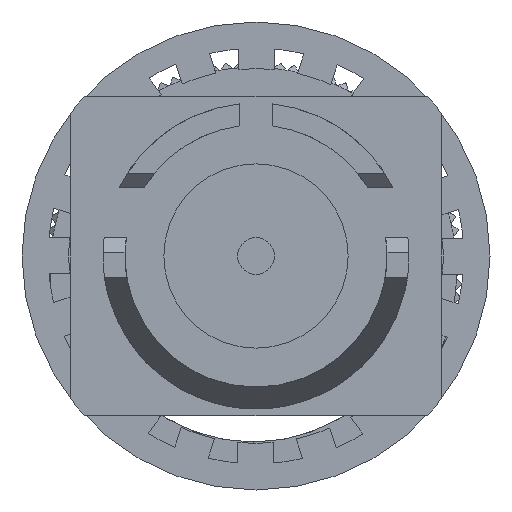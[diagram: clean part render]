
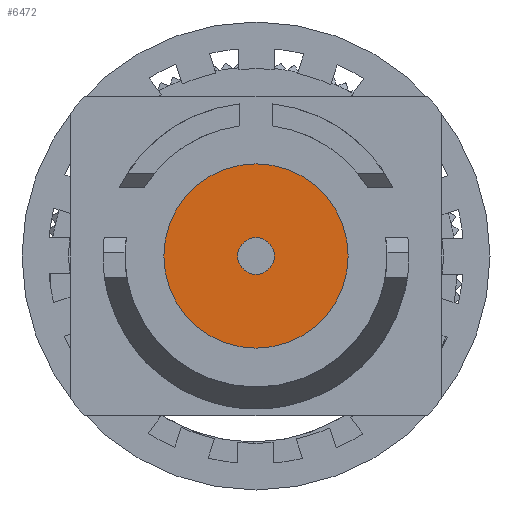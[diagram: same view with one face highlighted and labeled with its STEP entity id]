
A CAD part, front view. The second image highlights one B-rep face of the part: STEP entity #6472.
In plain terms, the highlighted planar face has unit normal (0, -1, 0).
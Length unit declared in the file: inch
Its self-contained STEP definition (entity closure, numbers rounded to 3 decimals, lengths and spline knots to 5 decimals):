
#2073 = CARTESIAN_POINT ( 'NONE',  ( 0.02461, 0.10039, 0. ) ) ;
#4056 = DIRECTION ( 'NONE',  ( 0., 0., -1. ) ) ;
#6472 = ADVANCED_FACE ( 'NONE', ( #31256, #7410 ), #13316, .T. ) ;
#7410 = FACE_OUTER_BOUND ( 'NONE', #16474, .T. ) ;
#7667 = CARTESIAN_POINT ( 'NONE',  ( 0., 0.10039, -0.12402 ) ) ;
#9413 = CARTESIAN_POINT ( 'NONE',  ( 0., 0.10039, 0. ) ) ;
#9801 = EDGE_CURVE ( 'NONE', #33801, #33801, #16923, .T. ) ;
#13316 = PLANE ( 'NONE',  #17115 ) ;
#16474 = EDGE_LOOP ( 'NONE', ( #18918 ) ) ;
#16923 = CIRCLE ( 'NONE', #23615, 0.12402 ) ;
#17115 = AXIS2_PLACEMENT_3D ( 'NONE', #2073, #36585, #22080 ) ;
#18228 = CIRCLE ( 'NONE', #35309, 0.02461 ) ;
#18918 = ORIENTED_EDGE ( 'NONE', *, *, #9801, .T. ) ;
#19772 = EDGE_LOOP ( 'NONE', ( #22416 ) ) ;
#22080 = DIRECTION ( 'NONE',  ( 0., 0., -1. ) ) ;
#22416 = ORIENTED_EDGE ( 'NONE', *, *, #32585, .F. ) ;
#23615 = AXIS2_PLACEMENT_3D ( 'NONE', #32740, #35977, #29315 ) ;
#27699 = DIRECTION ( 'NONE',  ( 0., -1., 0. ) ) ;
#29315 = DIRECTION ( 'NONE',  ( 0., 0., -1. ) ) ;
#31256 = FACE_BOUND ( 'NONE', #19772, .T. ) ;
#31511 = VERTEX_POINT ( 'NONE', #35115 ) ;
#32585 = EDGE_CURVE ( 'NONE', #31511, #31511, #18228, .T. ) ;
#32740 = CARTESIAN_POINT ( 'NONE',  ( 0., 0.10039, 0. ) ) ;
#33801 = VERTEX_POINT ( 'NONE', #7667 ) ;
#35115 = CARTESIAN_POINT ( 'NONE',  ( 0., 0.10039, -0.02461 ) ) ;
#35309 = AXIS2_PLACEMENT_3D ( 'NONE', #9413, #27699, #4056 ) ;
#35977 = DIRECTION ( 'NONE',  ( 0., -1., 0. ) ) ;
#36585 = DIRECTION ( 'NONE',  ( 0., -1., 0. ) ) ;
